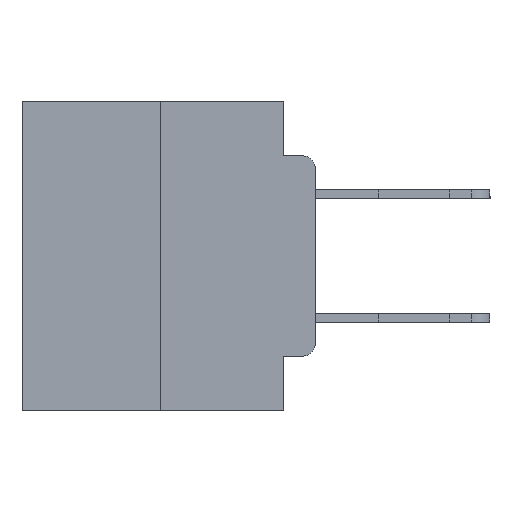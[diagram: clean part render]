
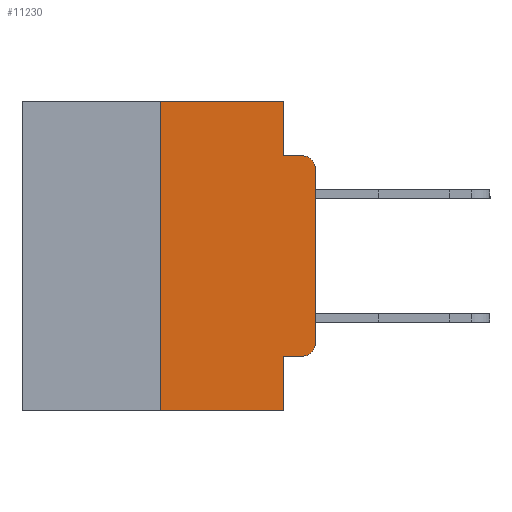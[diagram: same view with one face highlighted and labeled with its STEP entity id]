
A CAD part, left-side view. The second image highlights one B-rep face of the part: STEP entity #11230.
In plain terms, the highlighted planar face has unit normal (-1, 0, 0).
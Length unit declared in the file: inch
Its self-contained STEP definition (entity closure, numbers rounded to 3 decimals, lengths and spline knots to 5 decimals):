
#524 = CARTESIAN_POINT ( 'NONE',  ( 0., 0.051, 0. ) ) ;
#995 = ORIENTED_EDGE ( 'NONE', *, *, #8328, .F. ) ;
#1345 = VERTEX_POINT ( 'NONE', #4819 ) ;
#1639 = CARTESIAN_POINT ( 'NONE',  ( 0., 0.051, -0.0885 ) ) ;
#2050 = ORIENTED_EDGE ( 'NONE', *, *, #16669, .T. ) ;
#2121 = CARTESIAN_POINT ( 'NONE',  ( 0., 0., 0. ) ) ;
#2491 = CARTESIAN_POINT ( 'NONE',  ( 0., 0.02, -0.3915 ) ) ;
#2513 = EDGE_CURVE ( 'NONE', #6739, #1345, #25128, .T. ) ;
#3086 = ORIENTED_EDGE ( 'NONE', *, *, #22814, .T. ) ;
#3693 = CIRCLE ( 'NONE', #20471, 0.02 ) ;
#3939 = VECTOR ( 'NONE', #17702, 39.37008 ) ;
#4670 = DIRECTION ( 'NONE',  ( 0., 0., -1. ) ) ;
#4819 = CARTESIAN_POINT ( 'NONE',  ( 0., 0.25, 0. ) ) ;
#5005 = FACE_OUTER_BOUND ( 'NONE', #20208, .T. ) ;
#5130 = CARTESIAN_POINT ( 'NONE',  ( 0., 0.473, -0.5 ) ) ;
#5392 = CARTESIAN_POINT ( 'NONE',  ( 0., 0.051, 0. ) ) ;
#5460 = ORIENTED_EDGE ( 'NONE', *, *, #15290, .T. ) ;
#5854 = DIRECTION ( 'NONE',  ( 0., 0., -1. ) ) ;
#6225 = CARTESIAN_POINT ( 'NONE',  ( 0., 0.473, 0. ) ) ;
#6412 = DIRECTION ( 'NONE',  ( 0., 0., 1. ) ) ;
#6739 = VERTEX_POINT ( 'NONE', #13616 ) ;
#7044 = VECTOR ( 'NONE', #22011, 39.37008 ) ;
#7164 = VERTEX_POINT ( 'NONE', #21216 ) ;
#7721 = LINE ( 'NONE', #13644, #7044 ) ;
#8328 = EDGE_CURVE ( 'NONE', #21852, #19198, #11401, .T. ) ;
#8358 = CARTESIAN_POINT ( 'NONE',  ( 0., 0., -0.1085 ) ) ;
#8455 = DIRECTION ( 'NONE',  ( 0., 0., 1. ) ) ;
#8519 = ORIENTED_EDGE ( 'NONE', *, *, #15665, .T. ) ;
#8782 = VERTEX_POINT ( 'NONE', #8788 ) ;
#8788 = CARTESIAN_POINT ( 'NONE',  ( 0., 0.051, -0.4115 ) ) ;
#9325 = CARTESIAN_POINT ( 'NONE',  ( 0., 0.051, -0.4115 ) ) ;
#9819 = ORIENTED_EDGE ( 'NONE', *, *, #25600, .F. ) ;
#11129 = ORIENTED_EDGE ( 'NONE', *, *, #11153, .F. ) ;
#11153 = EDGE_CURVE ( 'NONE', #19198, #24041, #7721, .T. ) ;
#11230 = ADVANCED_FACE ( 'NONE', ( #5005 ), #13905, .F. ) ;
#11401 = LINE ( 'NONE', #15241, #12045 ) ;
#11652 = CARTESIAN_POINT ( 'NONE',  ( 0., 0.02, -0.1085 ) ) ;
#11977 = CIRCLE ( 'NONE', #24739, 0.02 ) ;
#12045 = VECTOR ( 'NONE', #21446, 39.37008 ) ;
#12298 = VECTOR ( 'NONE', #21778, 39.37008 ) ;
#12390 = LINE ( 'NONE', #524, #17887 ) ;
#13116 = VERTEX_POINT ( 'NONE', #8358 ) ;
#13616 = CARTESIAN_POINT ( 'NONE',  ( 0., 0.25, -0.5 ) ) ;
#13644 = CARTESIAN_POINT ( 'NONE',  ( 0., 0.051, -0.0885 ) ) ;
#13745 = DIRECTION ( 'NONE',  ( 0., 0., -1. ) ) ;
#13905 = PLANE ( 'NONE',  #18895 ) ;
#13973 = VERTEX_POINT ( 'NONE', #23658 ) ;
#14235 = CARTESIAN_POINT ( 'NONE',  ( 0., 0.473, 0. ) ) ;
#14487 = CARTESIAN_POINT ( 'NONE',  ( 0., 0.02, -0.4115 ) ) ;
#14666 = LINE ( 'NONE', #6225, #24455 ) ;
#15241 = CARTESIAN_POINT ( 'NONE',  ( 0., 0.051, 0. ) ) ;
#15290 = EDGE_CURVE ( 'NONE', #13116, #24041, #11977, .T. ) ;
#15665 = EDGE_CURVE ( 'NONE', #6739, #13973, #19411, .T. ) ;
#16538 = DIRECTION ( 'NONE',  ( 0., -1., 0. ) ) ;
#16669 = EDGE_CURVE ( 'NONE', #7164, #13116, #25254, .T. ) ;
#17260 = DIRECTION ( 'NONE',  ( -1., 0., 0. ) ) ;
#17702 = DIRECTION ( 'NONE',  ( 0., -1., 0. ) ) ;
#17887 = VECTOR ( 'NONE', #25929, 39.37008 ) ;
#18396 = DIRECTION ( 'NONE',  ( 1., 0., 0. ) ) ;
#18597 = ORIENTED_EDGE ( 'NONE', *, *, #24232, .T. ) ;
#18895 = AXIS2_PLACEMENT_3D ( 'NONE', #14235, #18396, #5854 ) ;
#19198 = VERTEX_POINT ( 'NONE', #1639 ) ;
#19411 = LINE ( 'NONE', #5130, #3939 ) ;
#20186 = VECTOR ( 'NONE', #8455, 39.37008 ) ;
#20208 = EDGE_LOOP ( 'NONE', ( #2050, #5460, #11129, #995, #20521, #26732, #8519, #9819, #18597, #3086 ) ) ;
#20319 = VECTOR ( 'NONE', #6412, 39.37008 ) ;
#20471 = AXIS2_PLACEMENT_3D ( 'NONE', #2491, #17260, #4670 ) ;
#20521 = ORIENTED_EDGE ( 'NONE', *, *, #25297, .F. ) ;
#21009 = VERTEX_POINT ( 'NONE', #14487 ) ;
#21138 = CARTESIAN_POINT ( 'NONE',  ( 0., 0.02, -0.0885 ) ) ;
#21216 = CARTESIAN_POINT ( 'NONE',  ( 0., 0., -0.3915 ) ) ;
#21446 = DIRECTION ( 'NONE',  ( 0., 0., -1. ) ) ;
#21778 = DIRECTION ( 'NONE',  ( 0., -1., 0. ) ) ;
#21852 = VERTEX_POINT ( 'NONE', #5392 ) ;
#22011 = DIRECTION ( 'NONE',  ( 0., -1., 0. ) ) ;
#22814 = EDGE_CURVE ( 'NONE', #21009, #7164, #3693, .T. ) ;
#23040 = CARTESIAN_POINT ( 'NONE',  ( 0., 0.25, 0. ) ) ;
#23379 = LINE ( 'NONE', #9325, #12298 ) ;
#23658 = CARTESIAN_POINT ( 'NONE',  ( 0., 0.051, -0.5 ) ) ;
#24041 = VERTEX_POINT ( 'NONE', #21138 ) ;
#24232 = EDGE_CURVE ( 'NONE', #8782, #21009, #23379, .T. ) ;
#24455 = VECTOR ( 'NONE', #16538, 39.37008 ) ;
#24739 = AXIS2_PLACEMENT_3D ( 'NONE', #11652, #26198, #13745 ) ;
#25128 = LINE ( 'NONE', #23040, #20186 ) ;
#25254 = LINE ( 'NONE', #2121, #20319 ) ;
#25297 = EDGE_CURVE ( 'NONE', #1345, #21852, #14666, .T. ) ;
#25600 = EDGE_CURVE ( 'NONE', #8782, #13973, #12390, .T. ) ;
#25929 = DIRECTION ( 'NONE',  ( 0., 0., -1. ) ) ;
#26198 = DIRECTION ( 'NONE',  ( -1., 0., 0. ) ) ;
#26732 = ORIENTED_EDGE ( 'NONE', *, *, #2513, .F. ) ;
